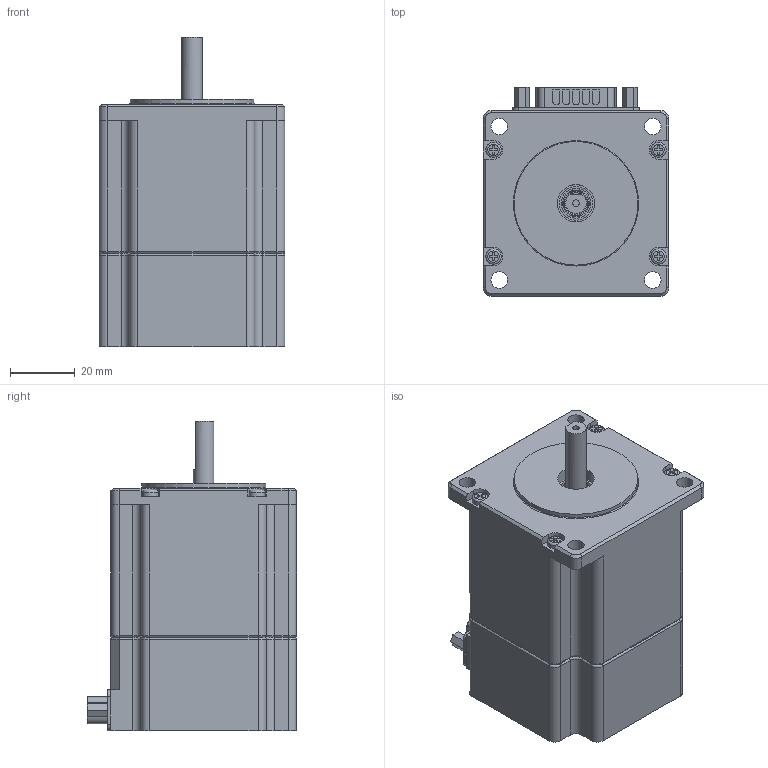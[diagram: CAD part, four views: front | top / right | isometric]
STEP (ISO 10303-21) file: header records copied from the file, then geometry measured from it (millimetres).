
FILE_DESCRIPTION(/* description */ (''),/* implementation_level */ '2;1');
FILE_NAME(/* name */ 'motor NEMA v2.step',/* time_stamp */ '2022-08-22T13:57:07-03:00',/* author */ (''),/* organization */ (''),/* preprocessor_version */ 'ST-DEVELOPER v19',/* originating_system */ 'Autodesk Translation Framework v11.7.0.108',/* authorisation */ '');
FILE_SCHEMA (('AUTOMOTIVE_DESIGN { 1 0 10303 214 3 1 1 }'));
Length unit declared in the file: millimetre
Products named in the file (2): motor NEMA; 6627T101_Stepper Motor
Assembly tree (1 placements, depth 2):
  motor NEMA
    6627T101_Stepper Motor
Bounding box: 57.15 x 64.34 x 95.25 mm (x, y, z)
Volume: 220464.5 mm3; surface area: 32902.5 mm2
Topology: 31 solids, 31 shells, 478 faces, 1114 edges, 724 vertices
Faces by surface type: plane 304, cylinder 141, torus 29, cone 4
Full cylindrical faces by diameter (mm): 1 x15, 2.032 x1, 3.05 x4, 3.556 x3, 3.81 x3, 4.763 x4, 5.08 x4, 6.35 x1, 6.858 x1, 7.239 x1, 8.128 x1, 8.255 x1, 9.144 x1, 10.414 x1, 11.43 x1, 38.1 x1
Entity records: 13644 total; most frequent: DIRECTION 2403, CARTESIAN_POINT 2319, ORIENTED_EDGE 2228, EDGE_CURVE 1114, AXIS2_PLACEMENT_3D 808, LINE 787, VECTOR 787, VERTEX_POINT 724
